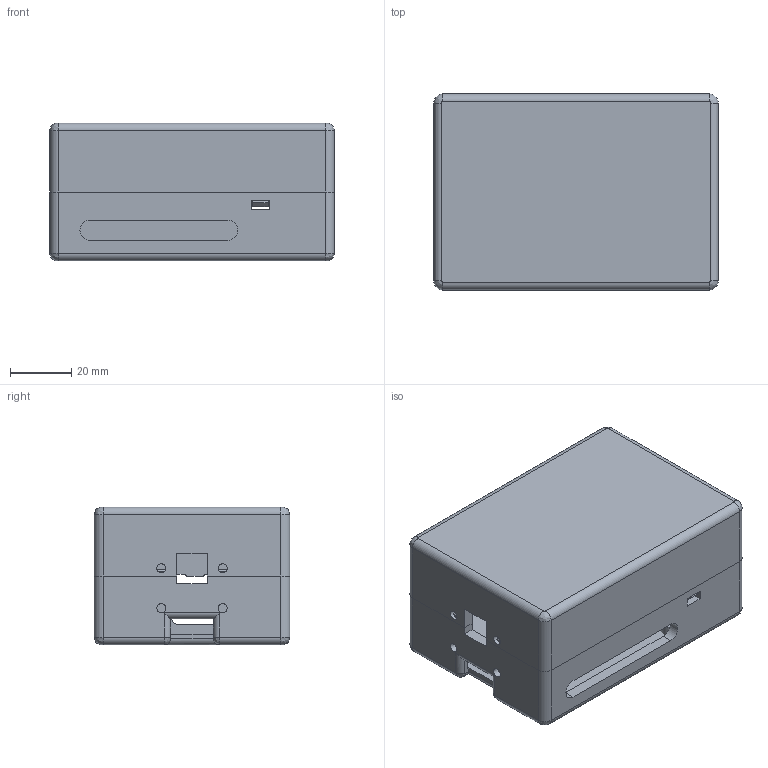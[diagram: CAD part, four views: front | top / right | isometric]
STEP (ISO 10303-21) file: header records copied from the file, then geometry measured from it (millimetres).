
FILE_DESCRIPTION(/* description */ (''),/* implementation_level */ '2;1');
FILE_NAME(/* name */ 'Raspberry Pi 4 case v9.step',/* time_stamp */ '2021-03-15T12:36:39+01:00',/* author */ (''),/* organization */ (''),/* preprocessor_version */ 'ST-DEVELOPER v18.1',/* originating_system */ 'Autodesk Translation Framework v9.10.0.1330',/* authorisation */ '');
FILE_SCHEMA (('AUTOMOTIVE_DESIGN { 1 0 10303 214 3 1 1 }'));
Length unit declared in the file: millimetre
Products named in the file (2): Raspberry Pi 4 case; Plastic case
Assembly tree (1 placements, depth 2):
  Raspberry Pi 4 case
    Plastic case
Bounding box: 93 x 64 x 45 mm (x, y, z)
Volume: 76295.5 mm3; surface area: 49332 mm2
Topology: 6 solids, 6 shells, 235 faces, 623 edges, 402 vertices
Faces by surface type: plane 139, cylinder 76, bspline 10, torus 8, cone 2
Full cylindrical faces by diameter (mm): 2.7 x4, 3 x6, 6 x4
Entity records: 7435 total; most frequent: CARTESIAN_POINT 1437, ORIENTED_EDGE 1242, DIRECTION 1233, EDGE_CURVE 621, LINE 433, VECTOR 433, VERTEX_POINT 402, AXIS2_PLACEMENT_3D 400
